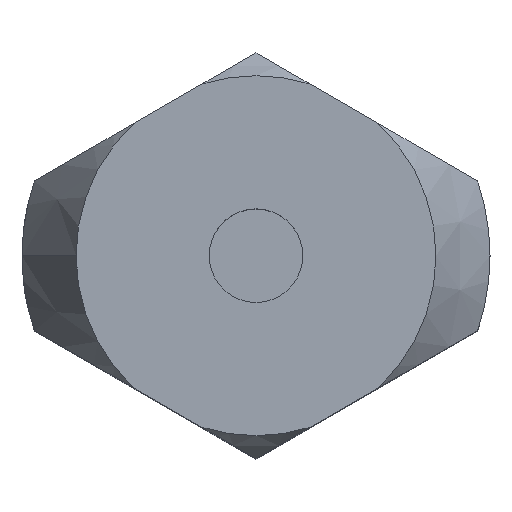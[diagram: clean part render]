
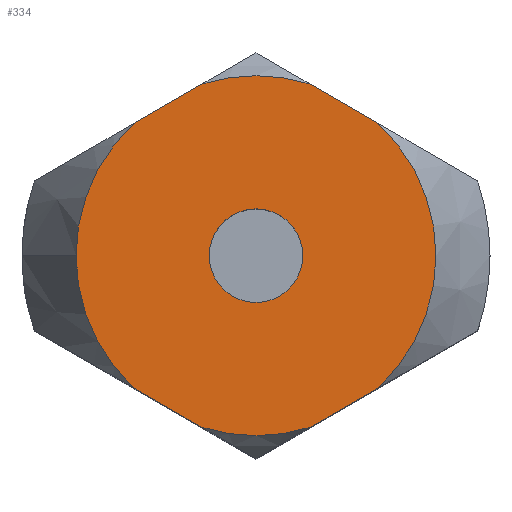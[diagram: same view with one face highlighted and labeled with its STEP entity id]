
A CAD part, top view. The second image highlights one B-rep face of the part: STEP entity #334.
In plain terms, the highlighted planar face has unit normal (0, 0, 1).
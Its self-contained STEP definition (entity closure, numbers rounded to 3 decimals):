
#1 = CARTESIAN_POINT ( 'NONE',  ( 11.843, -4., 17. ) ) ;
#3 = AXIS2_PLACEMENT_3D ( 'NONE', #32, #224, #288 ) ;
#16 = CARTESIAN_POINT ( 'NONE',  ( -6.494, 7.088, 17. ) ) ;
#18 = AXIS2_PLACEMENT_3D ( 'NONE', #366, #118, #507 ) ;
#23 = EDGE_CURVE ( 'NONE', #344, #759, #249, .T. ) ;
#32 = CARTESIAN_POINT ( 'NONE',  ( 0., 0., 17. ) ) ;
#33 = ORIENTED_EDGE ( 'NONE', *, *, #821, .T. ) ;
#34 = VECTOR ( 'NONE', #723, 1000. ) ;
#40 = CARTESIAN_POINT ( 'NONE',  ( 2.5, 0., 17. ) ) ;
#46 = DIRECTION ( 'NONE',  ( 0., 0., 1. ) ) ;
#47 = DIRECTION ( 'NONE',  ( 1., 0., 0. ) ) ;
#53 = DIRECTION ( 'NONE',  ( -1., 0., 0. ) ) ;
#58 = ORIENTED_EDGE ( 'NONE', *, *, #108, .T. ) ;
#59 = AXIS2_PLACEMENT_3D ( 'NONE', #833, #307, #53 ) ;
#61 = CARTESIAN_POINT ( 'NONE',  ( -2.5, 0., 17. ) ) ;
#69 = LINE ( 'NONE', #1, #273 ) ;
#92 = DIRECTION ( 'NONE',  ( 1., 0., 0. ) ) ;
#108 = EDGE_CURVE ( 'NONE', #701, #354, #271, .T. ) ;
#118 = DIRECTION ( 'NONE',  ( 0., 0., 1. ) ) ;
#119 = CARTESIAN_POINT ( 'NONE',  ( 2.891, 9.168, 17. ) ) ;
#125 = PLANE ( 'NONE',  #59 ) ;
#128 = CARTESIAN_POINT ( 'NONE',  ( 0., 0., 17. ) ) ;
#132 = CARTESIAN_POINT ( 'NONE',  ( -9.613, 0., 17. ) ) ;
#133 = EDGE_CURVE ( 'NONE', #780, #325, #312, .T. ) ;
#134 = ORIENTED_EDGE ( 'NONE', *, *, #613, .T. ) ;
#156 = AXIS2_PLACEMENT_3D ( 'NONE', #559, #46, #231 ) ;
#159 = CARTESIAN_POINT ( 'NONE',  ( -2.891, 9.168, 17. ) ) ;
#181 = ORIENTED_EDGE ( 'NONE', *, *, #23, .T. ) ;
#195 = VERTEX_POINT ( 'NONE', #681 ) ;
#215 = DIRECTION ( 'NONE',  ( 0.866, -0.5, 0. ) ) ;
#221 = CARTESIAN_POINT ( 'NONE',  ( -11.843, -4., 17. ) ) ;
#224 = DIRECTION ( 'NONE',  ( 0., 0., 1. ) ) ;
#231 = DIRECTION ( 'NONE',  ( 1., 0., 0. ) ) ;
#233 = ORIENTED_EDGE ( 'NONE', *, *, #719, .F. ) ;
#239 = CIRCLE ( 'NONE', #3, 9.613 ) ;
#249 = CIRCLE ( 'NONE', #156, 9.613 ) ;
#250 = CIRCLE ( 'NONE', #18, 2.5 ) ;
#256 = DIRECTION ( 'NONE',  ( 0., 0., 1. ) ) ;
#260 = ORIENTED_EDGE ( 'NONE', *, *, #449, .T. ) ;
#261 = EDGE_LOOP ( 'NONE', ( #657, #473, #233, #58, #260, #134, #181, #450, #33 ) ) ;
#271 = CIRCLE ( 'NONE', #730, 9.613 ) ;
#273 = VECTOR ( 'NONE', #333, 1000. ) ;
#288 = DIRECTION ( 'NONE',  ( 1., 0., 0. ) ) ;
#296 = CARTESIAN_POINT ( 'NONE',  ( 0., 0., 17. ) ) ;
#307 = DIRECTION ( 'NONE',  ( 0., 0., -1. ) ) ;
#312 = LINE ( 'NONE', #577, #34 ) ;
#325 = VERTEX_POINT ( 'NONE', #119 ) ;
#329 = DIRECTION ( 'NONE',  ( 1., 0., 0. ) ) ;
#333 = DIRECTION ( 'NONE',  ( -0.866, -0.5, 0. ) ) ;
#334 = ADVANCED_FACE ( 'NONE', ( #636, #565 ), #125, .F. ) ;
#340 = EDGE_LOOP ( 'NONE', ( #627, #644 ) ) ;
#344 = VERTEX_POINT ( 'NONE', #761 ) ;
#350 = VERTEX_POINT ( 'NONE', #40 ) ;
#354 = VERTEX_POINT ( 'NONE', #132 ) ;
#357 = CARTESIAN_POINT ( 'NONE',  ( -11.843, 4., 17. ) ) ;
#366 = CARTESIAN_POINT ( 'NONE',  ( 0., 0., 17. ) ) ;
#380 = VERTEX_POINT ( 'NONE', #61 ) ;
#394 = CIRCLE ( 'NONE', #787, 2.5 ) ;
#398 = DIRECTION ( 'NONE',  ( 0., 0., 1. ) ) ;
#403 = DIRECTION ( 'NONE',  ( 1., 0., 0. ) ) ;
#418 = LINE ( 'NONE', #357, #814 ) ;
#445 = AXIS2_PLACEMENT_3D ( 'NONE', #128, #256, #329 ) ;
#449 = EDGE_CURVE ( 'NONE', #354, #195, #537, .T. ) ;
#450 = ORIENTED_EDGE ( 'NONE', *, *, #474, .F. ) ;
#469 = CARTESIAN_POINT ( 'NONE',  ( 6.494, -7.088, 17. ) ) ;
#473 = ORIENTED_EDGE ( 'NONE', *, *, #806, .T. ) ;
#474 = EDGE_CURVE ( 'NONE', #663, #759, #69, .T. ) ;
#504 = VERTEX_POINT ( 'NONE', #159 ) ;
#507 = DIRECTION ( 'NONE',  ( 1., 0., 0. ) ) ;
#537 = CIRCLE ( 'NONE', #445, 9.613 ) ;
#559 = CARTESIAN_POINT ( 'NONE',  ( 0., 0., 17. ) ) ;
#560 = CARTESIAN_POINT ( 'NONE',  ( 6.494, 7.088, 17. ) ) ;
#565 = FACE_OUTER_BOUND ( 'NONE', #261, .T. ) ;
#577 = CARTESIAN_POINT ( 'NONE',  ( 11.843, 4., 17. ) ) ;
#587 = EDGE_CURVE ( 'NONE', #350, #380, #394, .T. ) ;
#602 = AXIS2_PLACEMENT_3D ( 'NONE', #296, #634, #47 ) ;
#613 = EDGE_CURVE ( 'NONE', #195, #344, #749, .T. ) ;
#624 = DIRECTION ( 'NONE',  ( 0.866, 0.5, 0. ) ) ;
#627 = ORIENTED_EDGE ( 'NONE', *, *, #587, .F. ) ;
#634 = DIRECTION ( 'NONE',  ( 0., 0., 1. ) ) ;
#636 = FACE_BOUND ( 'NONE', #340, .T. ) ;
#644 = ORIENTED_EDGE ( 'NONE', *, *, #764, .F. ) ;
#657 = ORIENTED_EDGE ( 'NONE', *, *, #133, .T. ) ;
#659 = CARTESIAN_POINT ( 'NONE',  ( 0., 0., 17. ) ) ;
#663 = VERTEX_POINT ( 'NONE', #469 ) ;
#681 = CARTESIAN_POINT ( 'NONE',  ( -6.494, -7.088, 17. ) ) ;
#685 = DIRECTION ( 'NONE',  ( 0., 0., 1. ) ) ;
#698 = CIRCLE ( 'NONE', #602, 9.613 ) ;
#700 = CARTESIAN_POINT ( 'NONE',  ( 2.891, -9.168, 17. ) ) ;
#701 = VERTEX_POINT ( 'NONE', #16 ) ;
#719 = EDGE_CURVE ( 'NONE', #701, #504, #418, .T. ) ;
#723 = DIRECTION ( 'NONE',  ( -0.866, 0.5, 0. ) ) ;
#730 = AXIS2_PLACEMENT_3D ( 'NONE', #659, #398, #403 ) ;
#749 = LINE ( 'NONE', #221, #778 ) ;
#759 = VERTEX_POINT ( 'NONE', #700 ) ;
#761 = CARTESIAN_POINT ( 'NONE',  ( -2.891, -9.168, 17. ) ) ;
#764 = EDGE_CURVE ( 'NONE', #380, #350, #250, .T. ) ;
#778 = VECTOR ( 'NONE', #215, 1000. ) ;
#780 = VERTEX_POINT ( 'NONE', #560 ) ;
#787 = AXIS2_PLACEMENT_3D ( 'NONE', #807, #685, #92 ) ;
#806 = EDGE_CURVE ( 'NONE', #325, #504, #698, .T. ) ;
#807 = CARTESIAN_POINT ( 'NONE',  ( 0., 0., 17. ) ) ;
#814 = VECTOR ( 'NONE', #624, 1000. ) ;
#821 = EDGE_CURVE ( 'NONE', #663, #780, #239, .T. ) ;
#833 = CARTESIAN_POINT ( 'NONE',  ( 9.613, 0., 17. ) ) ;
